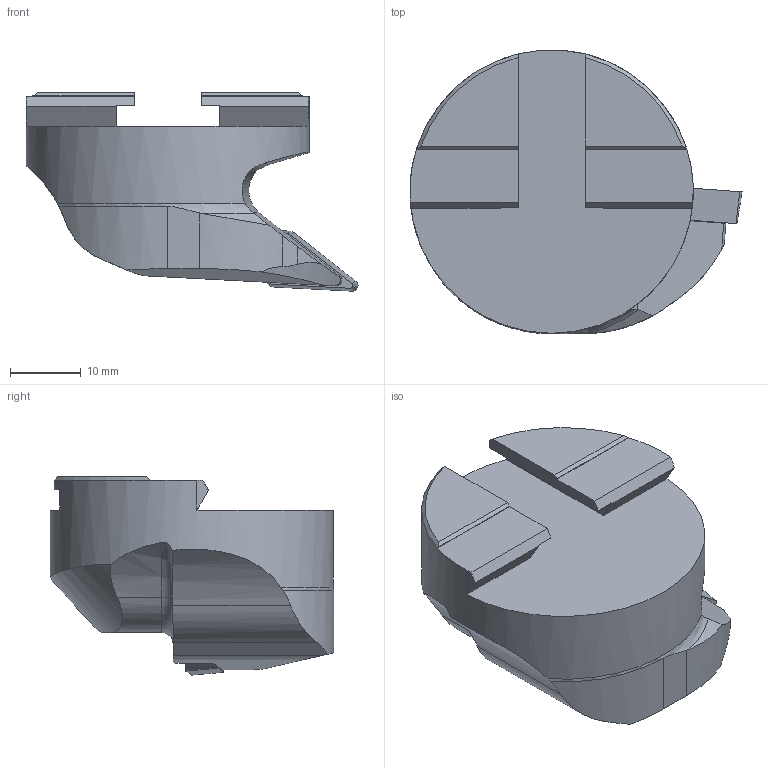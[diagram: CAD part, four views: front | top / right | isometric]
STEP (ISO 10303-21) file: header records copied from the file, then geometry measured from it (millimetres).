
FILE_DESCRIPTION(/* description */ (''),/* implementation_level */ '2;1');
FILE_NAME(/* name */ '1642414620363.stp',/* time_stamp */ '2022-01-17T15:47:25+05:00',/* author */ (''),/* organization */ ('SMS'),/* preprocessor_version */ 'ST-DEVELOPER v16.7',/* originating_system */ 'SIEMENS PLM Software NX 12.0',/* authorisation */ '');
FILE_SCHEMA (('AUTOMOTIVE_DESIGN { 1 0 10303 214 3 1 1 1 }'));
Length unit declared in the file: millimetre
Products named in the file (4): 202599710mod000_00; ASSEMBLY_CONSTRUCTION; 203911026mod000_00; 203911025mod000_00
Assembly tree (3 placements, depth 2):
  203911025mod000_00
    203911026mod000_00
    ASSEMBLY_CONSTRUCTION
    202599710mod000_00
Bounding box: 46.86 x 40.04 x 28 mm (x, y, z)
Volume: 20454.6 mm3; surface area: 6103.8 mm2
Topology: 2 solids, 2 shells, 95 faces, 260 edges, 177 vertices
Faces by surface type: plane 53, cylinder 27, cone 8, torus 6, sphere 1
Full cylindrical faces by diameter (mm): 4.638 x2, 40 x1
Entity records: 3347 total; most frequent: CARTESIAN_POINT 817, ORIENTED_EDGE 500, DIRECTION 498, EDGE_CURVE 250, AXIS2_PLACEMENT_3D 184, VERTEX_POINT 165, LINE 130, VECTOR 130
